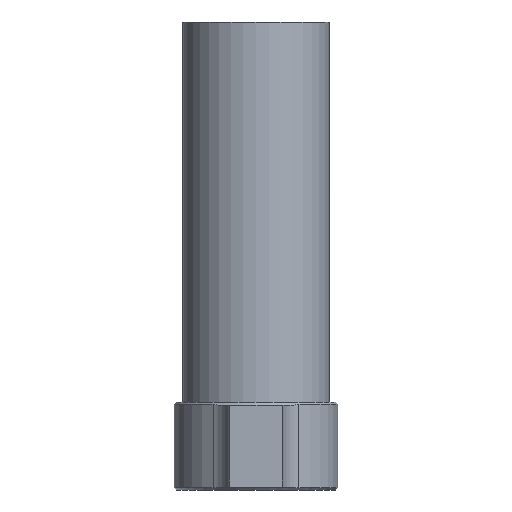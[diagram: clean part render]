
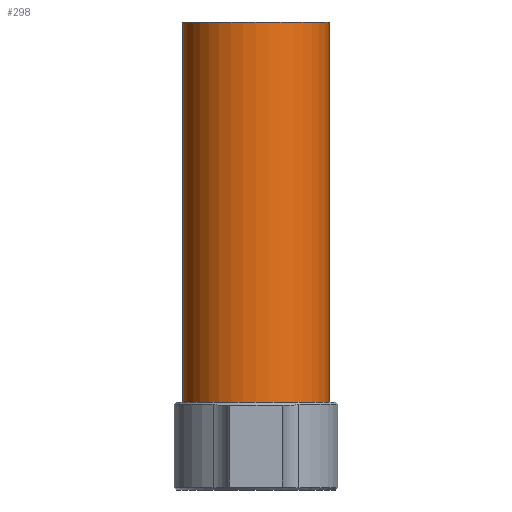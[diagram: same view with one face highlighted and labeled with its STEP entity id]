
A CAD part, front view. The second image highlights one B-rep face of the part: STEP entity #298.
In plain terms, the highlighted cylindrical face has radius 12.5 mm (diameter 25 mm), a full revolution.
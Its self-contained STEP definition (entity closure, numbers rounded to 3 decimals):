
#151=EDGE_CURVE('Unnamed[1]',#414,#415,#424,.T.);
#180=EDGE_CURVE('Unnamed[1]',#469,#414,#470,.T.);
#187=EDGE_CURVE('Unnamed[1]',#480,#469,#481,.T.);
#298=ADVANCED_FACE('Unnamed[1]',(#635,#636),#637,.T.);
#311=EDGE_CURVE('Unnamed[1]',#415,#480,#653,.T.);
#334=EDGE_CURVE('Unnamed[1]',#680,#680,#681,.T.);
#414=VERTEX_POINT('',#872);
#415=VERTEX_POINT('',#873);
#424=CIRCLE('',#958,12.5);
#469=VERTEX_POINT('',#1096);
#470=LINE('',#1097,#1098);
#480=VERTEX_POINT('',#1112);
#481=ELLIPSE('',#1113,17.678,12.5);
#635=FACE_BOUND('',#1427,.T.);
#636=FACE_BOUND('',#1428,.T.);
#637=CYLINDRICAL_SURFACE('',#1429,12.5);
#653=LINE('',#1452,#1453);
#680=VERTEX_POINT('',#1524);
#681=CIRCLE('',#1525,12.5);
#872=CARTESIAN_POINT('',(4.265,11.75,0.));
#873=CARTESIAN_POINT('',(-4.265,11.75,0.));
#958=AXIS2_PLACEMENT_3D('',#1615,#1616,#1617);
#1096=CARTESIAN_POINT('',(4.265,11.75,-60.));
#1097=CARTESIAN_POINT('',(4.265,11.75,-30.));
#1098=VECTOR('',#1672,1.0);
#1112=CARTESIAN_POINT('',(-4.265,11.75,-60.));
#1113=AXIS2_PLACEMENT_3D('',#1686,#1687,#1688);
#1427=EDGE_LOOP('',(#1874,#1875,#1876,#1877));
#1428=EDGE_LOOP('',(#1878));
#1429=AXIS2_PLACEMENT_3D('',#1879,#1880,#1881);
#1452=CARTESIAN_POINT('',(-4.265,11.75,-30.));
#1453=VECTOR('',#1898,1.0);
#1524=CARTESIAN_POINT('',(0.,12.5,-65.));
#1525=AXIS2_PLACEMENT_3D('',#1936,#1937,#1938);
#1615=CARTESIAN_POINT('',(0.,0.,0.));
#1616=DIRECTION('',(0.,0.,-1.0));
#1617=DIRECTION('',(0.,1.0,0.));
#1672=DIRECTION('',(0.,0.,1.0));
#1686=CARTESIAN_POINT('',(0.,0.,-48.25));
#1687=DIRECTION('',(0.,-0.707,-0.707));
#1688=DIRECTION('',(0.,0.707,-0.707));
#1874=ORIENTED_EDGE('',*,*,#311,.T.);
#1875=ORIENTED_EDGE('',*,*,#187,.T.);
#1876=ORIENTED_EDGE('',*,*,#180,.T.);
#1877=ORIENTED_EDGE('',*,*,#151,.T.);
#1878=ORIENTED_EDGE('',*,*,#334,.F.);
#1879=CARTESIAN_POINT('',(0.,0.,-32.5));
#1880=DIRECTION('',(0.,0.,-1.0));
#1881=DIRECTION('',(0.,1.0,0.));
#1898=DIRECTION('',(0.,0.,-1.0));
#1936=CARTESIAN_POINT('',(0.,0.,-65.));
#1937=DIRECTION('',(0.,0.,-1.0));
#1938=DIRECTION('',(0.,1.0,0.));
